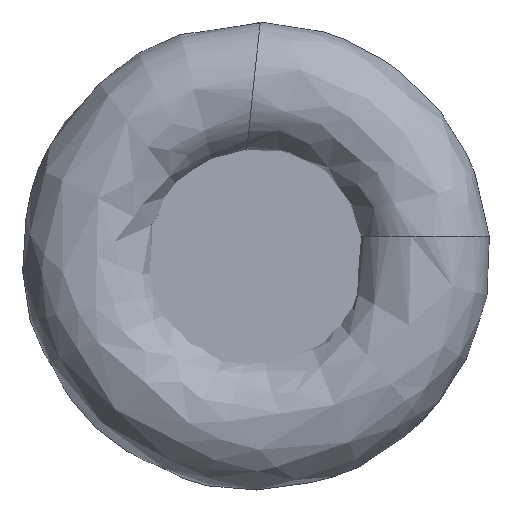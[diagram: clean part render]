
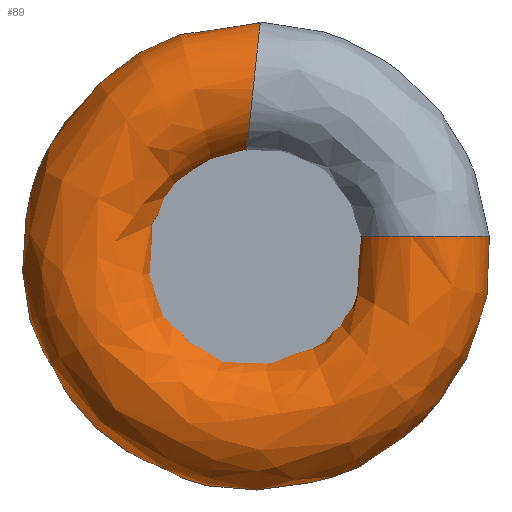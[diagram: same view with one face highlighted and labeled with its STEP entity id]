
A CAD part, left-side view. The second image highlights one B-rep face of the part: STEP entity #89.
In plain terms, the highlighted free-form (B-spline) face has degree [3, 3] with [7, 7] control points.
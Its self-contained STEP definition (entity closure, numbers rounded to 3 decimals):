
#32=(
BOUNDED_SURFACE()
B_SPLINE_SURFACE(3,3,((#480,#481,#482,#483,#484,#485,#486),(#487,#488,#489,
#490,#491,#492,#493),(#494,#495,#496,#497,#498,#499,#500),(#501,#502,#503,
#504,#505,#506,#507),(#508,#509,#510,#511,#512,#513,#514),(#515,#516,#517,
#518,#519,#520,#521),(#522,#523,#524,#525,#526,#527,#528)),
 .UNSPECIFIED.,.T.,.F.,.F.)
B_SPLINE_SURFACE_WITH_KNOTS((1,3,3,3,1),(4,3,4),(-0.5,0.,0.5,1.,1.5),(0.,
0.5,1.),.UNSPECIFIED.)
GEOMETRIC_REPRESENTATION_ITEM()
RATIONAL_B_SPLINE_SURFACE(((1.,0.572,0.572,1.,0.572,
0.572,1.),(0.333,0.191,0.191,
0.333,0.191,0.191,0.333),
(0.333,0.191,0.191,0.333,
0.191,0.191,0.333),(1.,0.572,
0.572,1.,0.572,0.572,1.),(0.333,
0.191,0.191,0.333,0.191,
0.191,0.333),(0.333,0.191,
0.191,0.333,0.191,0.191,
0.333),(1.,0.572,0.572,1.,0.572,
0.572,1.)))
REPRESENTATION_ITEM('')
SURFACE()
);
#89=ADVANCED_FACE('',(#124,#125),#32,.F.);
#124=FACE_BOUND('',#160,.T.);
#125=FACE_BOUND('',#161,.T.);
#160=EDGE_LOOP('',(#196));
#161=EDGE_LOOP('',(#197));
#196=ORIENTED_EDGE('',*,*,#234,.F.);
#197=ORIENTED_EDGE('',*,*,#235,.F.);
#216=VERTEX_POINT('',#477);
#217=VERTEX_POINT('',#479);
#234=EDGE_CURVE('',#216,#216,#252,.T.);
#235=EDGE_CURVE('',#217,#217,#253,.T.);
#252=CIRCLE('',#287,5.);
#253=CIRCLE('',#288,5.);
#287=AXIS2_PLACEMENT_3D('',#476,#356,#357);
#288=AXIS2_PLACEMENT_3D('',#478,#358,#359);
#356=DIRECTION('',(0.,-0.994,-0.105));
#357=DIRECTION('',(1.,0.,0.));
#358=DIRECTION('',(0.,0.,1.));
#359=DIRECTION('',(1.,0.,0.));
#476=CARTESIAN_POINT('',(5.,0.187,12.524));
#477=CARTESIAN_POINT('',(10.,0.187,12.524));
#478=CARTESIAN_POINT('',(5.,-12.436,1.5));
#479=CARTESIAN_POINT('',(10.,-12.436,1.5));
#480=CARTESIAN_POINT('',(10.,-12.436,1.5));
#481=CARTESIAN_POINT('',(10.,-14.067,-12.027));
#482=CARTESIAN_POINT('',(10.,-2.023,-18.397));
#483=CARTESIAN_POINT('',(10.,8.239,-9.434));
#484=CARTESIAN_POINT('',(10.,18.502,-0.472));
#485=CARTESIAN_POINT('',(10.,13.811,12.321));
#486=CARTESIAN_POINT('',(10.,0.187,12.524));
#487=CARTESIAN_POINT('',(10.,-2.436,1.5));
#488=CARTESIAN_POINT('',(10.,-4.067,-1.149));
#489=CARTESIAN_POINT('',(10.,-2.178,-3.622));
#490=CARTESIAN_POINT('',(10.,0.807,-2.744));
#491=CARTESIAN_POINT('',(10.,3.792,-1.867));
#492=CARTESIAN_POINT('',(10.,4.042,1.235));
#493=CARTESIAN_POINT('',(10.,1.236,2.579));
#494=CARTESIAN_POINT('',(0.,-2.436,1.5));
#495=CARTESIAN_POINT('',(0.,-4.067,-1.149));
#496=CARTESIAN_POINT('',(0.,-2.178,-3.622));
#497=CARTESIAN_POINT('',(0.,0.807,-2.744));
#498=CARTESIAN_POINT('',(0.,3.792,-1.867));
#499=CARTESIAN_POINT('',(0.,4.042,1.235));
#500=CARTESIAN_POINT('',(0.,1.236,2.579));
#501=CARTESIAN_POINT('',(0.,-12.436,1.5));
#502=CARTESIAN_POINT('',(0.,-14.067,-12.027));
#503=CARTESIAN_POINT('',(0.,-2.023,-18.397));
#504=CARTESIAN_POINT('',(0.,8.239,-9.434));
#505=CARTESIAN_POINT('',(0.,18.502,-0.472));
#506=CARTESIAN_POINT('',(0.,13.811,12.321));
#507=CARTESIAN_POINT('',(0.,0.187,12.524));
#508=CARTESIAN_POINT('',(0.,-22.436,1.5));
#509=CARTESIAN_POINT('',(0.,-24.067,-22.905));
#510=CARTESIAN_POINT('',(0.,-1.867,-33.172));
#511=CARTESIAN_POINT('',(0.,15.672,-16.124));
#512=CARTESIAN_POINT('',(0.,33.211,0.924));
#513=CARTESIAN_POINT('',(0.,23.58,23.406));
#514=CARTESIAN_POINT('',(0.,-0.862,22.469));
#515=CARTESIAN_POINT('',(10.,-22.436,1.5));
#516=CARTESIAN_POINT('',(10.,-24.067,-22.905));
#517=CARTESIAN_POINT('',(10.,-1.867,-33.172));
#518=CARTESIAN_POINT('',(10.,15.672,-16.124));
#519=CARTESIAN_POINT('',(10.,33.211,0.924));
#520=CARTESIAN_POINT('',(10.,23.58,23.406));
#521=CARTESIAN_POINT('',(10.,-0.862,22.469));
#522=CARTESIAN_POINT('',(10.,-12.436,1.5));
#523=CARTESIAN_POINT('',(10.,-14.067,-12.027));
#524=CARTESIAN_POINT('',(10.,-2.023,-18.397));
#525=CARTESIAN_POINT('',(10.,8.239,-9.434));
#526=CARTESIAN_POINT('',(10.,18.502,-0.472));
#527=CARTESIAN_POINT('',(10.,13.811,12.321));
#528=CARTESIAN_POINT('',(10.,0.187,12.524));
